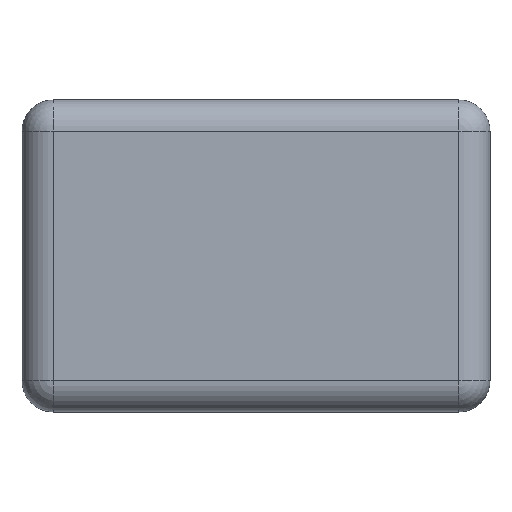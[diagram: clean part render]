
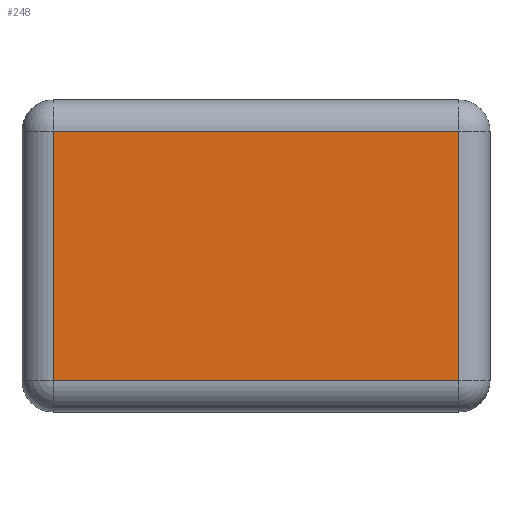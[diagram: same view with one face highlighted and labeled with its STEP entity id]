
A CAD part, top view. The second image highlights one B-rep face of the part: STEP entity #248.
In plain terms, the highlighted planar face has unit normal (0, 0, 1).
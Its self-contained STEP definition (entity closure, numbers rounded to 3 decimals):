
#95 = VERTEX_POINT('',#96);
#96 = CARTESIAN_POINT('',(1.3,0.8,0.8));
#103 = EDGE_CURVE('',#95,#104,#106,.T.);
#104 = VERTEX_POINT('',#105);
#105 = CARTESIAN_POINT('',(1.3,-0.8,0.8));
#106 = LINE('',#107,#108);
#107 = CARTESIAN_POINT('',(1.3,0.8,0.8));
#108 = VECTOR('',#109,1.);
#109 = DIRECTION('',(0.,-1.,0.));
#248 = ADVANCED_FACE('',(#249),#274,.T.);
#249 = FACE_BOUND('',#250,.T.);
#250 = EDGE_LOOP('',(#251,#252,#260,#268));
#251 = ORIENTED_EDGE('',*,*,#103,.F.);
#252 = ORIENTED_EDGE('',*,*,#253,.F.);
#253 = EDGE_CURVE('',#254,#95,#256,.T.);
#254 = VERTEX_POINT('',#255);
#255 = CARTESIAN_POINT('',(-1.3,0.8,0.8));
#256 = LINE('',#257,#258);
#257 = CARTESIAN_POINT('',(-1.3,0.8,0.8));
#258 = VECTOR('',#259,1.);
#259 = DIRECTION('',(1.,0.,0.));
#260 = ORIENTED_EDGE('',*,*,#261,.F.);
#261 = EDGE_CURVE('',#262,#254,#264,.T.);
#262 = VERTEX_POINT('',#263);
#263 = CARTESIAN_POINT('',(-1.3,-0.8,0.8));
#264 = LINE('',#265,#266);
#265 = CARTESIAN_POINT('',(-1.3,-0.8,0.8));
#266 = VECTOR('',#267,1.);
#267 = DIRECTION('',(0.,1.,0.));
#268 = ORIENTED_EDGE('',*,*,#269,.F.);
#269 = EDGE_CURVE('',#104,#262,#270,.T.);
#270 = LINE('',#271,#272);
#271 = CARTESIAN_POINT('',(1.3,-0.8,0.8));
#272 = VECTOR('',#273,1.);
#273 = DIRECTION('',(-1.,0.,0.));
#274 = PLANE('',#275);
#275 = AXIS2_PLACEMENT_3D('',#276,#277,#278);
#276 = CARTESIAN_POINT('',(0.,0.,0.8));
#277 = DIRECTION('',(0.,0.,1.));
#278 = DIRECTION('',(1.,0.,0.));
